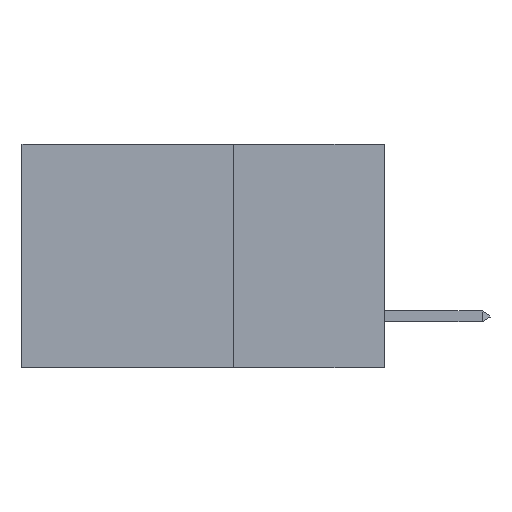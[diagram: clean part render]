
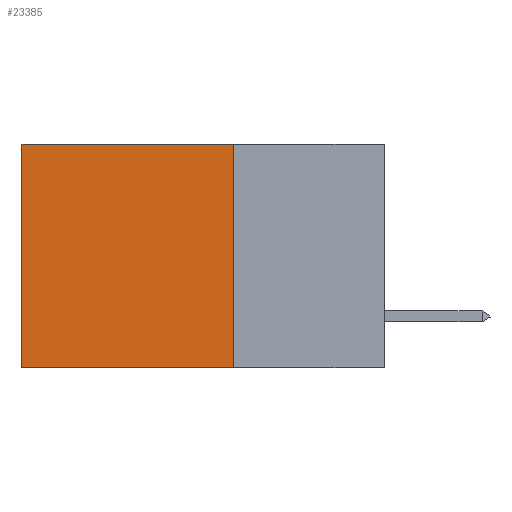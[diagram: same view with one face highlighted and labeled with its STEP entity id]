
A CAD part, left-side view. The second image highlights one B-rep face of the part: STEP entity #23385.
In plain terms, the highlighted planar face has unit normal (-1, 0, 0).
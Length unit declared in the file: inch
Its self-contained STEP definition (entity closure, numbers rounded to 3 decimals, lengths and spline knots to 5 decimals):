
#2059 = VERTEX_POINT ( 'NONE', #29441 ) ;
#2708 = VERTEX_POINT ( 'NONE', #26680 ) ;
#2744 = DIRECTION ( 'NONE',  ( 1., 0., 0. ) ) ;
#3213 = CARTESIAN_POINT ( 'NONE',  ( 0.2875, 0.25, -0.37 ) ) ;
#3345 = LINE ( 'NONE', #45819, #30532 ) ;
#3807 = DIRECTION ( 'NONE',  ( 0., 0., -1. ) ) ;
#4053 = ORIENTED_EDGE ( 'NONE', *, *, #21703, .F. ) ;
#5713 = DIRECTION ( 'NONE',  ( 0., 0., -1. ) ) ;
#7091 = EDGE_CURVE ( 'NONE', #2059, #23305, #19279, .T. ) ;
#8207 = EDGE_LOOP ( 'NONE', ( #10835, #4053, #17286, #31858 ) ) ;
#10835 = ORIENTED_EDGE ( 'NONE', *, *, #7091, .T. ) ;
#11253 = FACE_OUTER_BOUND ( 'NONE', #8207, .T. ) ;
#15038 = VERTEX_POINT ( 'NONE', #37436 ) ;
#16847 = CARTESIAN_POINT ( 'NONE',  ( 0.2875, 0.25, 0. ) ) ;
#17286 = ORIENTED_EDGE ( 'NONE', *, *, #30961, .F. ) ;
#17611 = AXIS2_PLACEMENT_3D ( 'NONE', #16847, #2744, #20545 ) ;
#19279 = LINE ( 'NONE', #36434, #19859 ) ;
#19859 = VECTOR ( 'NONE', #5713, 39.37008 ) ;
#20545 = DIRECTION ( 'NONE',  ( 0., 0., -1. ) ) ;
#21703 = EDGE_CURVE ( 'NONE', #2708, #23305, #40918, .T. ) ;
#22001 = VECTOR ( 'NONE', #34726, 39.37008 ) ;
#23305 = VERTEX_POINT ( 'NONE', #34082 ) ;
#23385 = ADVANCED_FACE ( 'NONE', ( #11253 ), #27704, .F. ) ;
#25596 = EDGE_CURVE ( 'NONE', #15038, #2059, #3345, .T. ) ;
#26680 = CARTESIAN_POINT ( 'NONE',  ( 0.2875, 0.25, -0.37 ) ) ;
#26834 = VECTOR ( 'NONE', #3807, 39.37008 ) ;
#27704 = PLANE ( 'NONE',  #17611 ) ;
#29441 = CARTESIAN_POINT ( 'NONE',  ( 0.2875, 0.6, 0. ) ) ;
#30532 = VECTOR ( 'NONE', #45146, 39.37008 ) ;
#30961 = EDGE_CURVE ( 'NONE', #15038, #2708, #36270, .T. ) ;
#31858 = ORIENTED_EDGE ( 'NONE', *, *, #25596, .T. ) ;
#34082 = CARTESIAN_POINT ( 'NONE',  ( 0.2875, 0.6, -0.37 ) ) ;
#34726 = DIRECTION ( 'NONE',  ( 0., 1., 0. ) ) ;
#36270 = LINE ( 'NONE', #39184, #26834 ) ;
#36434 = CARTESIAN_POINT ( 'NONE',  ( 0.2875, 0.6, 0. ) ) ;
#37436 = CARTESIAN_POINT ( 'NONE',  ( 0.2875, 0.25, 0. ) ) ;
#39184 = CARTESIAN_POINT ( 'NONE',  ( 0.2875, 0.25, 0. ) ) ;
#40918 = LINE ( 'NONE', #3213, #22001 ) ;
#45146 = DIRECTION ( 'NONE',  ( 0., 1., 0. ) ) ;
#45819 = CARTESIAN_POINT ( 'NONE',  ( 0.2875, 0.25, 0. ) ) ;
